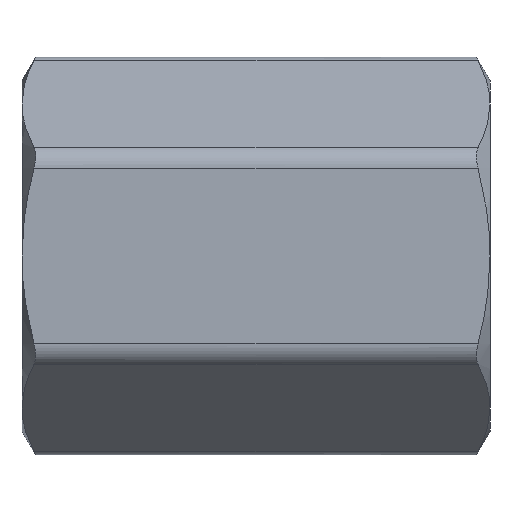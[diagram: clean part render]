
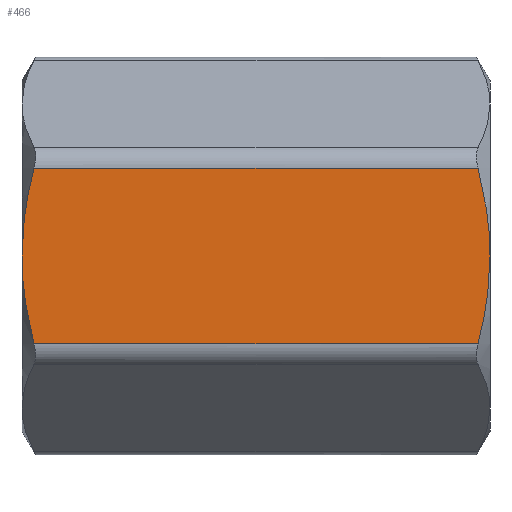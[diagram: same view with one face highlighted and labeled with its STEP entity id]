
A CAD part, front view. The second image highlights one B-rep face of the part: STEP entity #466.
In plain terms, the highlighted planar face has unit normal (0, -1, 0).
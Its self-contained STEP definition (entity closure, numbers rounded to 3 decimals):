
#21=PLANE('',#523);
#42=(
BOUNDED_CURVE()
B_SPLINE_CURVE(2,(#1549,#1550,#1551),.UNSPECIFIED.,.F.,.F.)
B_SPLINE_CURVE_WITH_KNOTS((3,3),(1.475,2.043),
 .UNSPECIFIED.)
CURVE()
GEOMETRIC_REPRESENTATION_ITEM()
RATIONAL_B_SPLINE_CURVE((3.397,3.598,3.598))
REPRESENTATION_ITEM('')
);
#43=(
BOUNDED_CURVE()
B_SPLINE_CURVE(2,(#1555,#1556,#1557),.UNSPECIFIED.,.F.,.F.)
B_SPLINE_CURVE_WITH_KNOTS((3,3),(2.043,2.611),
 .UNSPECIFIED.)
CURVE()
GEOMETRIC_REPRESENTATION_ITEM()
RATIONAL_B_SPLINE_CURVE((3.598,3.598,3.397))
REPRESENTATION_ITEM('')
);
#44=(
BOUNDED_CURVE()
B_SPLINE_CURVE(2,(#1559,#1560,#1561),.UNSPECIFIED.,.F.,.F.)
B_SPLINE_CURVE_WITH_KNOTS((3,3),(1.475,2.043),
 .UNSPECIFIED.)
CURVE()
GEOMETRIC_REPRESENTATION_ITEM()
RATIONAL_B_SPLINE_CURVE((3.397,3.598,3.598))
REPRESENTATION_ITEM('')
);
#45=(
BOUNDED_CURVE()
B_SPLINE_CURVE(2,(#1564,#1565,#1566),.UNSPECIFIED.,.F.,.F.)
B_SPLINE_CURVE_WITH_KNOTS((3,3),(2.043,2.611),
 .UNSPECIFIED.)
CURVE()
GEOMETRIC_REPRESENTATION_ITEM()
RATIONAL_B_SPLINE_CURVE((3.598,3.598,3.397))
REPRESENTATION_ITEM('')
);
#58=LINE('',#1553,#70);
#59=LINE('',#1563,#71);
#70=VECTOR('',#596,1000.);
#71=VECTOR('',#597,1000.);
#113=FACE_OUTER_BOUND('',#146,.T.);
#146=EDGE_LOOP('',(#348,#349,#350,#351,#352,#353));
#219=VERTEX_POINT('',#1547);
#220=VERTEX_POINT('',#1548);
#221=VERTEX_POINT('',#1552);
#222=VERTEX_POINT('',#1554);
#223=VERTEX_POINT('',#1558);
#224=VERTEX_POINT('',#1562);
#269=EDGE_CURVE('',#219,#220,#42,.T.);
#270=EDGE_CURVE('',#219,#221,#58,.T.);
#271=EDGE_CURVE('',#222,#221,#43,.T.);
#272=EDGE_CURVE('',#223,#222,#44,.T.);
#273=EDGE_CURVE('',#223,#224,#59,.T.);
#274=EDGE_CURVE('',#220,#224,#45,.T.);
#348=ORIENTED_EDGE('',*,*,#269,.F.);
#349=ORIENTED_EDGE('',*,*,#270,.T.);
#350=ORIENTED_EDGE('',*,*,#271,.F.);
#351=ORIENTED_EDGE('',*,*,#272,.F.);
#352=ORIENTED_EDGE('',*,*,#273,.T.);
#353=ORIENTED_EDGE('',*,*,#274,.F.);
#466=ADVANCED_FACE('',(#113),#21,.F.);
#523=AXIS2_PLACEMENT_3D('',#1546,#594,#595);
#594=DIRECTION('center_axis',(0.,1.,0.));
#595=DIRECTION('ref_axis',(0.,0.,1.));
#596=DIRECTION('',(-1.,0.,0.));
#597=DIRECTION('',(1.,0.,0.));
#1546=CARTESIAN_POINT('Origin',(8.,-3.,1.732));
#1547=CARTESIAN_POINT('',(7.795,-3.,1.501));
#1548=CARTESIAN_POINT('',(8.,-3.,0.));
#1549=CARTESIAN_POINT('Ctrl Pts',(7.795,-3.,1.501));
#1550=CARTESIAN_POINT('Ctrl Pts',(8.,-3.,0.709));
#1551=CARTESIAN_POINT('Ctrl Pts',(8.,-3.,0.));
#1552=CARTESIAN_POINT('',(0.205,-3.,1.501));
#1553=CARTESIAN_POINT('',(8.,-3.,1.501));
#1554=CARTESIAN_POINT('',(0.,-3.,0.));
#1555=CARTESIAN_POINT('Ctrl Pts',(0.,-3.,0.));
#1556=CARTESIAN_POINT('Ctrl Pts',(0.,-3.,0.709));
#1557=CARTESIAN_POINT('Ctrl Pts',(0.205,-3.,1.501));
#1558=CARTESIAN_POINT('',(0.205,-3.,-1.501));
#1559=CARTESIAN_POINT('Ctrl Pts',(0.205,-3.,-1.501));
#1560=CARTESIAN_POINT('Ctrl Pts',(0.,-3.,-0.709));
#1561=CARTESIAN_POINT('Ctrl Pts',(0.,-3.,0.));
#1562=CARTESIAN_POINT('',(7.795,-3.,-1.501));
#1563=CARTESIAN_POINT('',(8.,-3.,-1.501));
#1564=CARTESIAN_POINT('Ctrl Pts',(8.,-3.,0.));
#1565=CARTESIAN_POINT('Ctrl Pts',(8.,-3.,-0.709));
#1566=CARTESIAN_POINT('Ctrl Pts',(7.795,-3.,-1.501));
